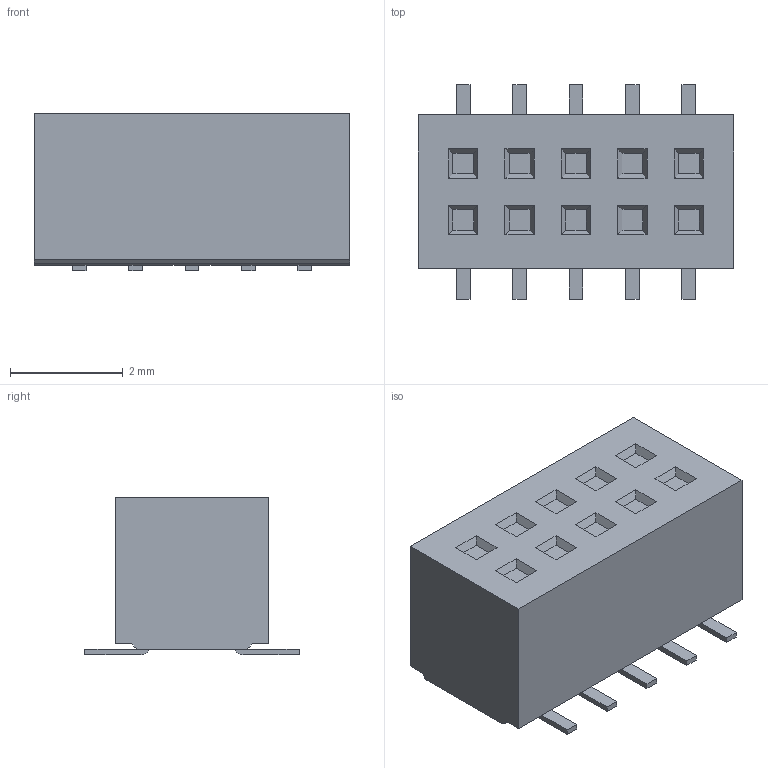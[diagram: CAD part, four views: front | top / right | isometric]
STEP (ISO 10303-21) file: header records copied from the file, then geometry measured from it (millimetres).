
FILE_DESCRIPTION((''),'2;1');
FILE_NAME('C-2267465-5','2022-01-03T08:49:35',('workeradm'),('TE Connectivity Ltd.'),'CREO PARAMETRIC BY PTC INC, 2021072','CREO PARAMETRIC BY PTC INC, 2021072','');
FILE_SCHEMA(('AUTOMOTIVE_DESIGN { 1 0 10303 214 1 1 1 1 }'));
Length unit declared in the file: millimetre
Products named in the file (1): C-2267465-5
Bounding box: 5.6 x 3.8 x 2.8 mm (x, y, z)
Volume: 40.9 mm3; surface area: 83.3 mm2
Topology: 1 solids, 1 shells, 122 faces, 310 edges, 200 vertices
Faces by surface type: plane 110, cylinder 12
Entity records: 3774 total; most frequent: CARTESIAN_POINT 634, ORIENTED_EDGE 620, DIRECTION 578, EDGE_CURVE 310, VECTOR 286, LINE 286, VERTEX_POINT 200, AXIS2_PLACEMENT_3D 146
